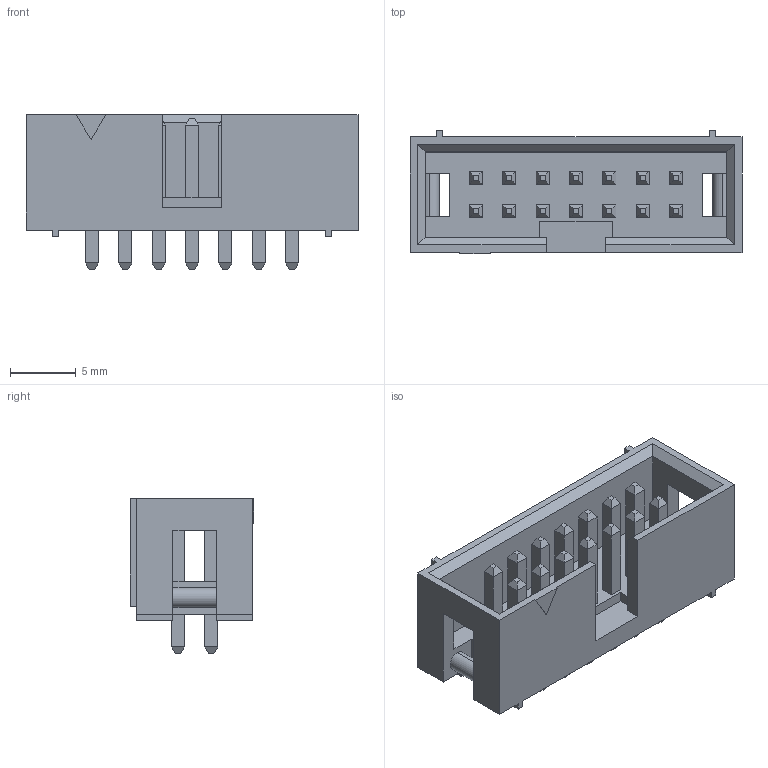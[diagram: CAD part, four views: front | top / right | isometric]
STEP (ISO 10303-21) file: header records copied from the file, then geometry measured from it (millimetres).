
FILE_DESCRIPTION (( 'STEP AP214' ), '1' );
FILE_NAME ('SW3dPS-HDB-14.STEP', '2009-10-29T01:23:35', ( 'sysAdmin' ), ( 'SolidWorks' ), 'SwSTEP 2.0', 'SolidWorks 2009', '' );
FILE_SCHEMA (( 'AUTOMOTIVE_DESIGN' ));
Length unit declared in the file: millimetre
Products named in the file (1): SW3dPS-HDB-14
Bounding box: 25.28 x 9.4 x 11.8 mm (x, y, z)
Volume: 1011.1 mm3; surface area: 1850 mm2
Topology: 1 solids, 1 shells, 318 faces, 760 edges, 468 vertices
Faces by surface type: plane 314, cylinder 4
Entity records: 11719 total; most frequent: CARTESIAN_POINT 1547, ORIENTED_EDGE 1520, DIRECTION 1406, EDGE_CURVE 760, VECTOR 752, LINE 752, VERTEX_POINT 468, EDGE_LOOP 350
